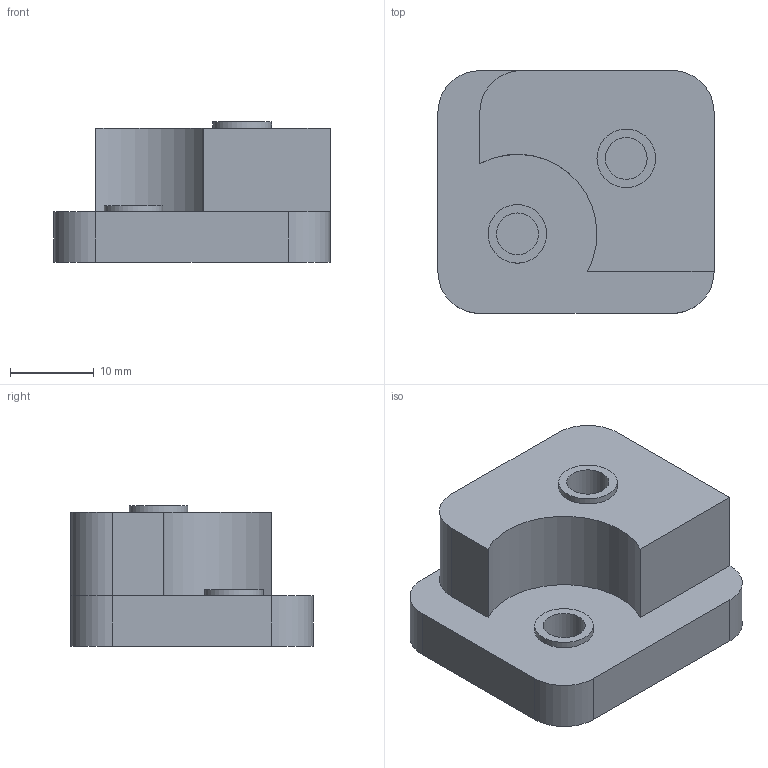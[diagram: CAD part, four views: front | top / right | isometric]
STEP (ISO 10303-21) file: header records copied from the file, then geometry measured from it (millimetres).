
FILE_DESCRIPTION(/* description */ (''),/* implementation_level */ '2;1');
FILE_NAME(/* name */ '6e3c7aa8-2fd2-4363-a412-f903929a72e6.stp',/* time_stamp */ '2025-06-29T06:41:14Z',/* author */ (''),/* organization */ (''),/* preprocessor_version */ 'ST-DEVELOPER v20.1',/* originating_system */ 'Autodesk Translation Framework v14.10.0.0',/* authorisation */ '');
FILE_SCHEMA (('AUTOMOTIVE_DESIGN { 1 0 10303 214 3 1 1 }'));
Length unit declared in the file: millimetre
Products named in the file (1): XY Bracket Top Teeth
Bounding box: 33 x 29 x 16.75 mm (x, y, z)
Volume: 9833 mm3; surface area: 4017.5 mm2
Topology: 1 solids, 1 shells, 27 faces, 56 edges, 37 vertices
Faces by surface type: plane 15, cylinder 12
Full cylindrical faces by diameter (mm): 5 x2, 7 x2, 9 x2
Entity records: 748 total; most frequent: DIRECTION 136, CARTESIAN_POINT 121, ORIENTED_EDGE 112, EDGE_CURVE 56, AXIS2_PLACEMENT_3D 52, VERTEX_POINT 37, EDGE_LOOP 33, LINE 32
